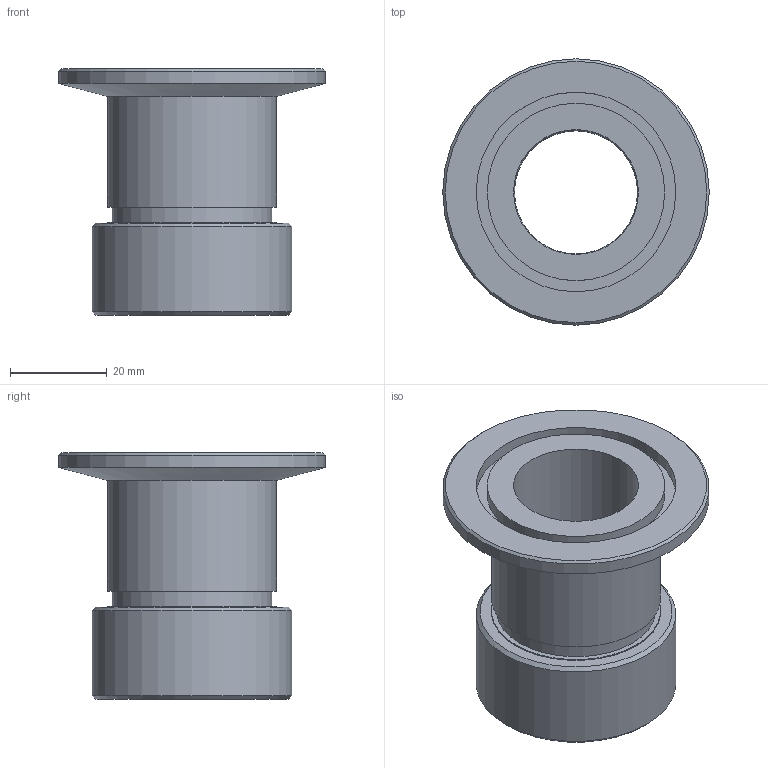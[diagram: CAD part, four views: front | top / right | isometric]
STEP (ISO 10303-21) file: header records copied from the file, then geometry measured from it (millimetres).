
FILE_DESCRIPTION(/* description */ (''),/* implementation_level */ '2;1');
FILE_NAME(/* name */ '1000012a.stp',/* time_stamp */ '2019-07-22T12:11:13-04:00',/* author */ ('Glen_C'),/* organization */ (''),/* preprocessor_version */ 'ST-DEVELOPER v16.13',/* originating_system */ 'Autodesk Inventor 2018',/* authorisation */ '');
FILE_SCHEMA (('AUTOMOTIVE_DESIGN { 1 0 10303 214 3 1 1 }'));
Length unit declared in the file: inch
Products named in the file (1): 1000012_S
Bounding box: 54.99 x 54.99 x 50.93 mm (x, y, z)
Volume: 34132.9 mm3; surface area: 17374.7 mm2
Topology: 1 solids, 4 shells, 38 faces, 69 edges, 45 vertices
Faces by surface type: cylinder 15, plane 14, cone 6, torus 3
Full cylindrical faces by diameter (mm): 25.781 x3, 30.15 x2, 32.868 x2, 33.02 x1, 33.553 x1, 34.925 x2, 36.627 x1, 41.199 x1, 41.275 x1, 54.991 x1
Entity records: 871 total; most frequent: DIRECTION 152, CARTESIAN_POINT 113, EDGE_LOOP 76, ORIENTED_EDGE 76, AXIS2_PLACEMENT_3D 76, STYLED_ITEM 39, FACE_BOUND 38, FACE_OUTER_BOUND 38
